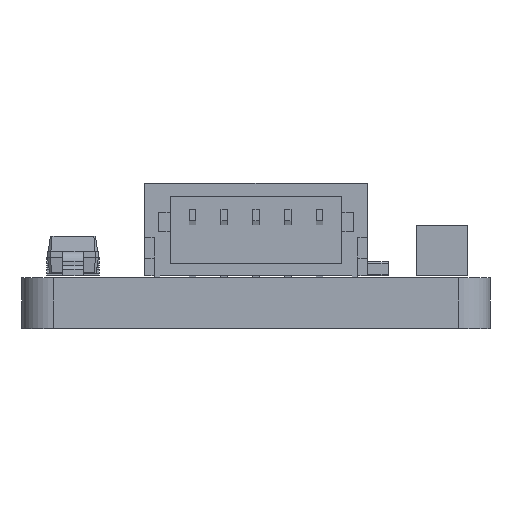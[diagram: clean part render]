
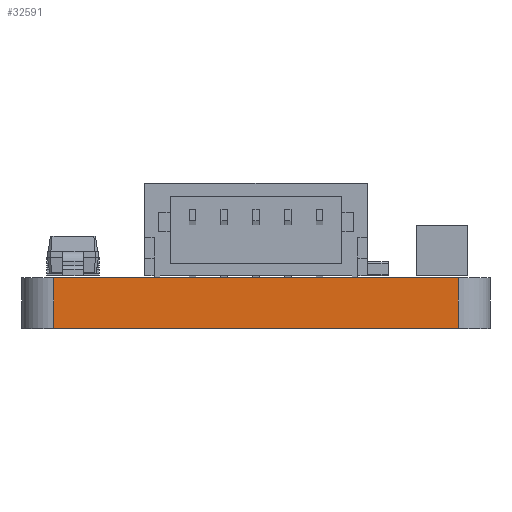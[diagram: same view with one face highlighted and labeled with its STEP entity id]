
A CAD part, front view. The second image highlights one B-rep face of the part: STEP entity #32591.
In plain terms, the highlighted planar face has unit normal (0, -1, 0).
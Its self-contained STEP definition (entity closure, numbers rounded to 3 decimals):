
#32591 = ADVANCED_FACE('',(#32592),#32606,.F.);
#32592 = FACE_BOUND('',#32593,.F.);
#32593 = EDGE_LOOP('',(#32594,#32629,#32657,#32685));
#32594 = ORIENTED_EDGE('',*,*,#32595,.T.);
#32595 = EDGE_CURVE('',#32596,#32598,#32600,.T.);
#32596 = VERTEX_POINT('',#32597);
#32597 = CARTESIAN_POINT('',(173.65,-70.4,0.));
#32598 = VERTEX_POINT('',#32599);
#32599 = CARTESIAN_POINT('',(173.65,-70.4,1.6));
#32600 = SURFACE_CURVE('',#32601,(#32605,#32617),.PCURVE_S1.);
#32601 = LINE('',#32602,#32603);
#32602 = CARTESIAN_POINT('',(173.65,-70.4,0.));
#32603 = VECTOR('',#32604,1.);
#32604 = DIRECTION('',(0.,0.,1.));
#32605 = PCURVE('',#32606,#32611);
#32606 = PLANE('',#32607);
#32607 = AXIS2_PLACEMENT_3D('',#32608,#32609,#32610);
#32608 = CARTESIAN_POINT('',(173.65,-70.4,0.));
#32609 = DIRECTION('',(0.,1.,0.));
#32610 = DIRECTION('',(1.,0.,0.));
#32611 = DEFINITIONAL_REPRESENTATION('',(#32612),#32616);
#32612 = LINE('',#32613,#32614);
#32613 = CARTESIAN_POINT('',(0.,0.));
#32614 = VECTOR('',#32615,1.);
#32615 = DIRECTION('',(0.,-1.));
#32616 = ( GEOMETRIC_REPRESENTATION_CONTEXT(2) 
PARAMETRIC_REPRESENTATION_CONTEXT() REPRESENTATION_CONTEXT('2D SPACE',''
  ) );
#32617 = PCURVE('',#32618,#32623);
#32618 = CYLINDRICAL_SURFACE('',#32619,1.);
#32619 = AXIS2_PLACEMENT_3D('',#32620,#32621,#32622);
#32620 = CARTESIAN_POINT('',(173.65,-69.4,0.));
#32621 = DIRECTION('',(0.,0.,-1.));
#32622 = DIRECTION('',(1.,0.,0.));
#32623 = DEFINITIONAL_REPRESENTATION('',(#32624),#32628);
#32624 = LINE('',#32625,#32626);
#32625 = CARTESIAN_POINT('',(-4.712,0.));
#32626 = VECTOR('',#32627,1.);
#32627 = DIRECTION('',(0.,-1.));
#32628 = ( GEOMETRIC_REPRESENTATION_CONTEXT(2) 
PARAMETRIC_REPRESENTATION_CONTEXT() REPRESENTATION_CONTEXT('2D SPACE',''
  ) );
#32629 = ORIENTED_EDGE('',*,*,#32630,.T.);
#32630 = EDGE_CURVE('',#32598,#32631,#32633,.T.);
#32631 = VERTEX_POINT('',#32632);
#32632 = CARTESIAN_POINT('',(186.35,-70.4,1.6));
#32633 = SURFACE_CURVE('',#32634,(#32638,#32645),.PCURVE_S1.);
#32634 = LINE('',#32635,#32636);
#32635 = CARTESIAN_POINT('',(173.65,-70.4,1.6));
#32636 = VECTOR('',#32637,1.);
#32637 = DIRECTION('',(1.,0.,0.));
#32638 = PCURVE('',#32606,#32639);
#32639 = DEFINITIONAL_REPRESENTATION('',(#32640),#32644);
#32640 = LINE('',#32641,#32642);
#32641 = CARTESIAN_POINT('',(0.,-1.6));
#32642 = VECTOR('',#32643,1.);
#32643 = DIRECTION('',(1.,0.));
#32644 = ( GEOMETRIC_REPRESENTATION_CONTEXT(2) 
PARAMETRIC_REPRESENTATION_CONTEXT() REPRESENTATION_CONTEXT('2D SPACE',''
  ) );
#32645 = PCURVE('',#32646,#32651);
#32646 = PLANE('',#32647);
#32647 = AXIS2_PLACEMENT_3D('',#32648,#32649,#32650);
#32648 = CARTESIAN_POINT('',(180.,-56.785,1.6));
#32649 = DIRECTION('',(0.,0.,1.));
#32650 = DIRECTION('',(1.,0.,0.));
#32651 = DEFINITIONAL_REPRESENTATION('',(#32652),#32656);
#32652 = LINE('',#32653,#32654);
#32653 = CARTESIAN_POINT('',(-6.35,-13.615));
#32654 = VECTOR('',#32655,1.);
#32655 = DIRECTION('',(1.,0.));
#32656 = ( GEOMETRIC_REPRESENTATION_CONTEXT(2) 
PARAMETRIC_REPRESENTATION_CONTEXT() REPRESENTATION_CONTEXT('2D SPACE',''
  ) );
#32657 = ORIENTED_EDGE('',*,*,#32658,.F.);
#32658 = EDGE_CURVE('',#32659,#32631,#32661,.T.);
#32659 = VERTEX_POINT('',#32660);
#32660 = CARTESIAN_POINT('',(186.35,-70.4,0.));
#32661 = SURFACE_CURVE('',#32662,(#32666,#32673),.PCURVE_S1.);
#32662 = LINE('',#32663,#32664);
#32663 = CARTESIAN_POINT('',(186.35,-70.4,0.));
#32664 = VECTOR('',#32665,1.);
#32665 = DIRECTION('',(0.,0.,1.));
#32666 = PCURVE('',#32606,#32667);
#32667 = DEFINITIONAL_REPRESENTATION('',(#32668),#32672);
#32668 = LINE('',#32669,#32670);
#32669 = CARTESIAN_POINT('',(12.7,0.));
#32670 = VECTOR('',#32671,1.);
#32671 = DIRECTION('',(0.,-1.));
#32672 = ( GEOMETRIC_REPRESENTATION_CONTEXT(2) 
PARAMETRIC_REPRESENTATION_CONTEXT() REPRESENTATION_CONTEXT('2D SPACE',''
  ) );
#32673 = PCURVE('',#32674,#32679);
#32674 = CYLINDRICAL_SURFACE('',#32675,1.);
#32675 = AXIS2_PLACEMENT_3D('',#32676,#32677,#32678);
#32676 = CARTESIAN_POINT('',(186.35,-69.4,0.));
#32677 = DIRECTION('',(0.,0.,-1.));
#32678 = DIRECTION('',(1.,0.,0.));
#32679 = DEFINITIONAL_REPRESENTATION('',(#32680),#32684);
#32680 = LINE('',#32681,#32682);
#32681 = CARTESIAN_POINT('',(-4.712,0.));
#32682 = VECTOR('',#32683,1.);
#32683 = DIRECTION('',(0.,-1.));
#32684 = ( GEOMETRIC_REPRESENTATION_CONTEXT(2) 
PARAMETRIC_REPRESENTATION_CONTEXT() REPRESENTATION_CONTEXT('2D SPACE',''
  ) );
#32685 = ORIENTED_EDGE('',*,*,#32686,.F.);
#32686 = EDGE_CURVE('',#32596,#32659,#32687,.T.);
#32687 = SURFACE_CURVE('',#32688,(#32692,#32699),.PCURVE_S1.);
#32688 = LINE('',#32689,#32690);
#32689 = CARTESIAN_POINT('',(173.65,-70.4,0.));
#32690 = VECTOR('',#32691,1.);
#32691 = DIRECTION('',(1.,0.,0.));
#32692 = PCURVE('',#32606,#32693);
#32693 = DEFINITIONAL_REPRESENTATION('',(#32694),#32698);
#32694 = LINE('',#32695,#32696);
#32695 = CARTESIAN_POINT('',(0.,0.));
#32696 = VECTOR('',#32697,1.);
#32697 = DIRECTION('',(1.,0.));
#32698 = ( GEOMETRIC_REPRESENTATION_CONTEXT(2) 
PARAMETRIC_REPRESENTATION_CONTEXT() REPRESENTATION_CONTEXT('2D SPACE',''
  ) );
#32699 = PCURVE('',#32700,#32705);
#32700 = PLANE('',#32701);
#32701 = AXIS2_PLACEMENT_3D('',#32702,#32703,#32704);
#32702 = CARTESIAN_POINT('',(180.,-56.785,0.));
#32703 = DIRECTION('',(0.,0.,1.));
#32704 = DIRECTION('',(1.,0.,0.));
#32705 = DEFINITIONAL_REPRESENTATION('',(#32706),#32710);
#32706 = LINE('',#32707,#32708);
#32707 = CARTESIAN_POINT('',(-6.35,-13.615));
#32708 = VECTOR('',#32709,1.);
#32709 = DIRECTION('',(1.,0.));
#32710 = ( GEOMETRIC_REPRESENTATION_CONTEXT(2) 
PARAMETRIC_REPRESENTATION_CONTEXT() REPRESENTATION_CONTEXT('2D SPACE',''
  ) );
